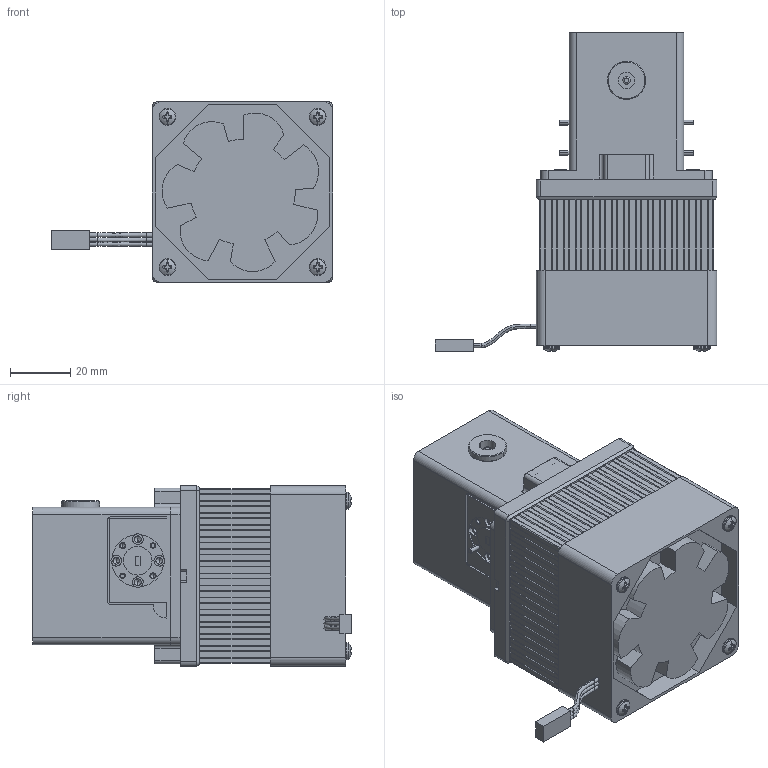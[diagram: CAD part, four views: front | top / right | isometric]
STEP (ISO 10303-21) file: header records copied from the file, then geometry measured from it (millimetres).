
FILE_DESCRIPTION (( 'STEP AP203' ), '1' );
FILE_NAME ('STB-6039032516-1212-S1-C.STEP', '2021-07-21T22:41:11', ( '' ), ( '' ), 'SwSTEP 2.0', 'SolidWorks 2021', '' );
FILE_SCHEMA (( 'CONFIG_CONTROL_DESIGN' ));
Length unit declared in the file: inch
Products named in the file (1): STB-6039032516-1212-S1-C
Bounding box: 93.64 x 106.05 x 60 mm (x, y, z)
Volume: 274261 mm3; surface area: 35624.1 mm2
Topology: 1 solids, 11 shells, 1182 faces, 3073 edges, 1957 vertices
Faces by surface type: plane 526, cylinder 417, cone 197, torus 18, bspline 16, sphere 8
Entity records: 39918 total; most frequent: CARTESIAN_POINT 11013, ORIENTED_EDGE 6082, DIRECTION 6077, EDGE_CURVE 3041, AXIS2_PLACEMENT_3D 2235, VERTEX_POINT 1957, VECTOR 1607, LINE 1607
